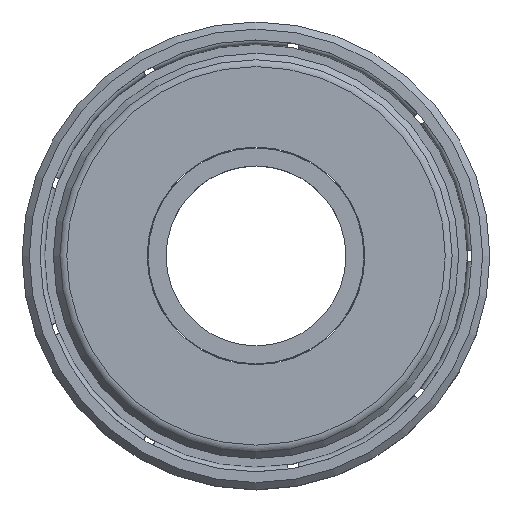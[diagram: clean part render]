
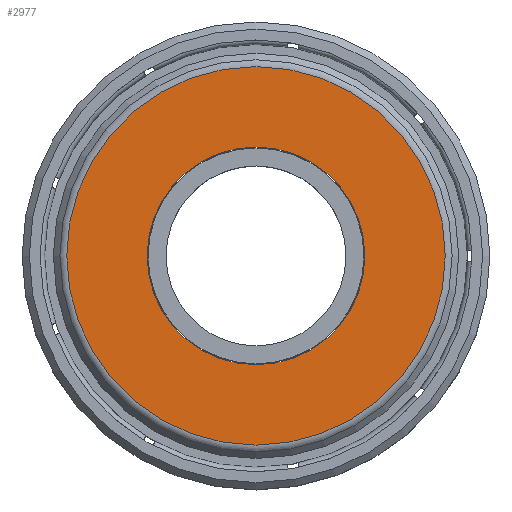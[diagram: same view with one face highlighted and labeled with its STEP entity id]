
A CAD part, top view. The second image highlights one B-rep face of the part: STEP entity #2977.
In plain terms, the highlighted planar face has unit normal (0, 0, 1).
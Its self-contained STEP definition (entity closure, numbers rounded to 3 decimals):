
#335=FACE_BOUND('',#788,.T.);
#391=PLANE('',#3159);
#592=FACE_OUTER_BOUND('',#787,.T.);
#787=EDGE_LOOP('',(#2774));
#788=EDGE_LOOP('',(#2775));
#1215=CIRCLE('',#3153,10.519);
#1220=CIRCLE('',#3160,6.05);
#1502=VERTEX_POINT('',#6163);
#1506=VERTEX_POINT('',#6175);
#1927=EDGE_CURVE('',#1502,#1502,#1215,.T.);
#1933=EDGE_CURVE('',#1506,#1506,#1220,.T.);
#2774=ORIENTED_EDGE('',*,*,#1927,.F.);
#2775=ORIENTED_EDGE('',*,*,#1933,.T.);
#2977=ADVANCED_FACE('',(#592,#335),#391,.T.);
#3153=AXIS2_PLACEMENT_3D('',#6164,#3641,#3642);
#3159=AXIS2_PLACEMENT_3D('',#6174,#3654,#3655);
#3160=AXIS2_PLACEMENT_3D('',#6176,#3656,#3657);
#3641=DIRECTION('center_axis',(0.,0.,-1.));
#3642=DIRECTION('ref_axis',(1.,0.,0.));
#3654=DIRECTION('center_axis',(0.,0.,1.));
#3655=DIRECTION('ref_axis',(1.,0.,0.));
#3656=DIRECTION('center_axis',(0.,0.,-1.));
#3657=DIRECTION('ref_axis',(1.,0.,0.));
#6163=CARTESIAN_POINT('',(-10.519,0.,8.));
#6164=CARTESIAN_POINT('Origin',(0.,0.,8.));
#6174=CARTESIAN_POINT('Origin',(0.,0.,8.));
#6175=CARTESIAN_POINT('',(-6.05,0.,8.));
#6176=CARTESIAN_POINT('Origin',(0.,0.,8.));
